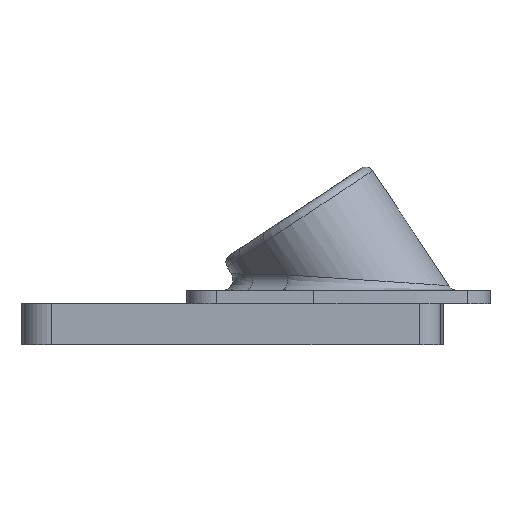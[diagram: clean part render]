
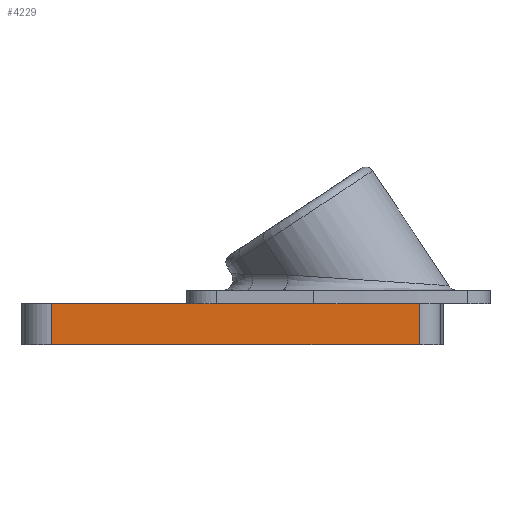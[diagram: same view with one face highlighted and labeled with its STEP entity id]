
A CAD part, left-side view. The second image highlights one B-rep face of the part: STEP entity #4229.
In plain terms, the highlighted planar face has unit normal (-1, 0, 0).
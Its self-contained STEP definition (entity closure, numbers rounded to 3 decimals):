
#2315 = PLANE('',#2316);
#2316 = AXIS2_PLACEMENT_3D('',#2317,#2318,#2319);
#2317 = CARTESIAN_POINT('',(0.,0.,-1.6));
#2318 = DIRECTION('',(0.,0.,1.));
#2319 = DIRECTION('',(1.,0.,0.));
#2778 = VERTEX_POINT('',#2779);
#2779 = CARTESIAN_POINT('',(-72.8,18.4,-1.6));
#2793 = PLANE('',#2794);
#2794 = AXIS2_PLACEMENT_3D('',#2795,#2796,#2797);
#2795 = CARTESIAN_POINT('',(0.,12.8,-1.6));
#2796 = DIRECTION('',(0.,0.,-1.));
#2797 = DIRECTION('',(-1.,0.,0.));
#3230 = EDGE_CURVE('',#2778,#3231,#3233,.T.);
#3231 = VERTEX_POINT('',#3232);
#3232 = CARTESIAN_POINT('',(-72.8,-9.8,-1.6));
#3233 = SURFACE_CURVE('',#3234,(#3238,#3245),.PCURVE_S1.);
#3234 = LINE('',#3235,#3236);
#3235 = CARTESIAN_POINT('',(-72.8,-4.9,-1.6));
#3236 = VECTOR('',#3237,1.);
#3237 = DIRECTION('',(0.,-1.,0.));
#3238 = PCURVE('',#2315,#3239);
#3239 = DEFINITIONAL_REPRESENTATION('',(#3240),#3244);
#3240 = LINE('',#3241,#3242);
#3241 = CARTESIAN_POINT('',(-72.8,-4.9));
#3242 = VECTOR('',#3243,1.);
#3243 = DIRECTION('',(0.,-1.));
#3244 = ( GEOMETRIC_REPRESENTATION_CONTEXT(2) 
PARAMETRIC_REPRESENTATION_CONTEXT() REPRESENTATION_CONTEXT('2D SPACE',''
  ) );
#3245 = PCURVE('',#3246,#3251);
#3246 = PLANE('',#3247);
#3247 = AXIS2_PLACEMENT_3D('',#3248,#3249,#3250);
#3248 = CARTESIAN_POINT('',(-72.8,-9.8,-1.6));
#3249 = DIRECTION('',(-1.,0.,0.));
#3250 = DIRECTION('',(0.,1.,0.));
#3251 = DEFINITIONAL_REPRESENTATION('',(#3252),#3256);
#3252 = LINE('',#3253,#3254);
#3253 = CARTESIAN_POINT('',(4.9,0.));
#3254 = VECTOR('',#3255,1.);
#3255 = DIRECTION('',(-1.,0.));
#3256 = ( GEOMETRIC_REPRESENTATION_CONTEXT(2) 
PARAMETRIC_REPRESENTATION_CONTEXT() REPRESENTATION_CONTEXT('2D SPACE',''
  ) );
#3275 = CYLINDRICAL_SURFACE('',#3276,2.6);
#3276 = AXIS2_PLACEMENT_3D('',#3277,#3278,#3279);
#3277 = CARTESIAN_POINT('',(-70.2,-9.8,-1.6));
#3278 = DIRECTION('',(0.,0.,-1.));
#3279 = DIRECTION('',(0.,-1.,0.));
#3801 = VERTEX_POINT('',#3802);
#3802 = CARTESIAN_POINT('',(-72.8,34.8,-1.6));
#3817 = CYLINDRICAL_SURFACE('',#3818,3.6);
#3818 = AXIS2_PLACEMENT_3D('',#3819,#3820,#3821);
#3819 = CARTESIAN_POINT('',(-69.2,34.8,-1.6));
#3820 = DIRECTION('',(0.,0.,-1.));
#3821 = DIRECTION('',(-1.,0.,0.));
#3829 = EDGE_CURVE('',#2778,#3801,#3830,.T.);
#3830 = SURFACE_CURVE('',#3831,(#3835,#3842),.PCURVE_S1.);
#3831 = LINE('',#3832,#3833);
#3832 = CARTESIAN_POINT('',(-72.8,-9.8,-1.6));
#3833 = VECTOR('',#3834,1.);
#3834 = DIRECTION('',(0.,1.,0.));
#3835 = PCURVE('',#2793,#3836);
#3836 = DEFINITIONAL_REPRESENTATION('',(#3837),#3841);
#3837 = LINE('',#3838,#3839);
#3838 = CARTESIAN_POINT('',(72.8,-22.6));
#3839 = VECTOR('',#3840,1.);
#3840 = DIRECTION('',(0.,1.));
#3841 = ( GEOMETRIC_REPRESENTATION_CONTEXT(2) 
PARAMETRIC_REPRESENTATION_CONTEXT() REPRESENTATION_CONTEXT('2D SPACE',''
  ) );
#3842 = PCURVE('',#3246,#3843);
#3843 = DEFINITIONAL_REPRESENTATION('',(#3844),#3848);
#3844 = LINE('',#3845,#3846);
#3845 = CARTESIAN_POINT('',(0.,0.));
#3846 = VECTOR('',#3847,1.);
#3847 = DIRECTION('',(1.,0.));
#3848 = ( GEOMETRIC_REPRESENTATION_CONTEXT(2) 
PARAMETRIC_REPRESENTATION_CONTEXT() REPRESENTATION_CONTEXT('2D SPACE',''
  ) );
#4229 = ADVANCED_FACE('',(#4230),#3246,.T.);
#4230 = FACE_BOUND('',#4231,.T.);
#4231 = EDGE_LOOP('',(#4232,#4233,#4234,#4257,#4285));
#4232 = ORIENTED_EDGE('',*,*,#3230,.F.);
#4233 = ORIENTED_EDGE('',*,*,#3829,.T.);
#4234 = ORIENTED_EDGE('',*,*,#4235,.T.);
#4235 = EDGE_CURVE('',#3801,#4236,#4238,.T.);
#4236 = VERTEX_POINT('',#4237);
#4237 = CARTESIAN_POINT('',(-72.8,34.8,-6.6));
#4238 = SURFACE_CURVE('',#4239,(#4243,#4250),.PCURVE_S1.);
#4239 = LINE('',#4240,#4241);
#4240 = CARTESIAN_POINT('',(-72.8,34.8,-1.6));
#4241 = VECTOR('',#4242,1.);
#4242 = DIRECTION('',(0.,0.,-1.));
#4243 = PCURVE('',#3246,#4244);
#4244 = DEFINITIONAL_REPRESENTATION('',(#4245),#4249);
#4245 = LINE('',#4246,#4247);
#4246 = CARTESIAN_POINT('',(44.6,0.));
#4247 = VECTOR('',#4248,1.);
#4248 = DIRECTION('',(0.,1.));
#4249 = ( GEOMETRIC_REPRESENTATION_CONTEXT(2) 
PARAMETRIC_REPRESENTATION_CONTEXT() REPRESENTATION_CONTEXT('2D SPACE',''
  ) );
#4250 = PCURVE('',#3817,#4251);
#4251 = DEFINITIONAL_REPRESENTATION('',(#4252),#4256);
#4252 = LINE('',#4253,#4254);
#4253 = CARTESIAN_POINT('',(0.,0.));
#4254 = VECTOR('',#4255,1.);
#4255 = DIRECTION('',(0.,1.));
#4256 = ( GEOMETRIC_REPRESENTATION_CONTEXT(2) 
PARAMETRIC_REPRESENTATION_CONTEXT() REPRESENTATION_CONTEXT('2D SPACE',''
  ) );
#4257 = ORIENTED_EDGE('',*,*,#4258,.F.);
#4258 = EDGE_CURVE('',#4259,#4236,#4261,.T.);
#4259 = VERTEX_POINT('',#4260);
#4260 = CARTESIAN_POINT('',(-72.8,-9.8,-6.6));
#4261 = SURFACE_CURVE('',#4262,(#4266,#4273),.PCURVE_S1.);
#4262 = LINE('',#4263,#4264);
#4263 = CARTESIAN_POINT('',(-72.8,-9.8,-6.6));
#4264 = VECTOR('',#4265,1.);
#4265 = DIRECTION('',(0.,1.,0.));
#4266 = PCURVE('',#3246,#4267);
#4267 = DEFINITIONAL_REPRESENTATION('',(#4268),#4272);
#4268 = LINE('',#4269,#4270);
#4269 = CARTESIAN_POINT('',(0.,5.));
#4270 = VECTOR('',#4271,1.);
#4271 = DIRECTION('',(1.,0.));
#4272 = ( GEOMETRIC_REPRESENTATION_CONTEXT(2) 
PARAMETRIC_REPRESENTATION_CONTEXT() REPRESENTATION_CONTEXT('2D SPACE',''
  ) );
#4273 = PCURVE('',#4274,#4279);
#4274 = PLANE('',#4275);
#4275 = AXIS2_PLACEMENT_3D('',#4276,#4277,#4278);
#4276 = CARTESIAN_POINT('',(0.,12.8,-6.6));
#4277 = DIRECTION('',(0.,0.,-1.));
#4278 = DIRECTION('',(-1.,0.,0.));
#4279 = DEFINITIONAL_REPRESENTATION('',(#4280),#4284);
#4280 = LINE('',#4281,#4282);
#4281 = CARTESIAN_POINT('',(72.8,-22.6));
#4282 = VECTOR('',#4283,1.);
#4283 = DIRECTION('',(0.,1.));
#4284 = ( GEOMETRIC_REPRESENTATION_CONTEXT(2) 
PARAMETRIC_REPRESENTATION_CONTEXT() REPRESENTATION_CONTEXT('2D SPACE',''
  ) );
#4285 = ORIENTED_EDGE('',*,*,#4286,.F.);
#4286 = EDGE_CURVE('',#3231,#4259,#4287,.T.);
#4287 = SURFACE_CURVE('',#4288,(#4292,#4299),.PCURVE_S1.);
#4288 = LINE('',#4289,#4290);
#4289 = CARTESIAN_POINT('',(-72.8,-9.8,-1.6));
#4290 = VECTOR('',#4291,1.);
#4291 = DIRECTION('',(0.,0.,-1.));
#4292 = PCURVE('',#3246,#4293);
#4293 = DEFINITIONAL_REPRESENTATION('',(#4294),#4298);
#4294 = LINE('',#4295,#4296);
#4295 = CARTESIAN_POINT('',(0.,0.));
#4296 = VECTOR('',#4297,1.);
#4297 = DIRECTION('',(0.,1.));
#4298 = ( GEOMETRIC_REPRESENTATION_CONTEXT(2) 
PARAMETRIC_REPRESENTATION_CONTEXT() REPRESENTATION_CONTEXT('2D SPACE',''
  ) );
#4299 = PCURVE('',#3275,#4300);
#4300 = DEFINITIONAL_REPRESENTATION('',(#4301),#4305);
#4301 = LINE('',#4302,#4303);
#4302 = CARTESIAN_POINT('',(1.571,0.));
#4303 = VECTOR('',#4304,1.);
#4304 = DIRECTION('',(0.,1.));
#4305 = ( GEOMETRIC_REPRESENTATION_CONTEXT(2) 
PARAMETRIC_REPRESENTATION_CONTEXT() REPRESENTATION_CONTEXT('2D SPACE',''
  ) );
